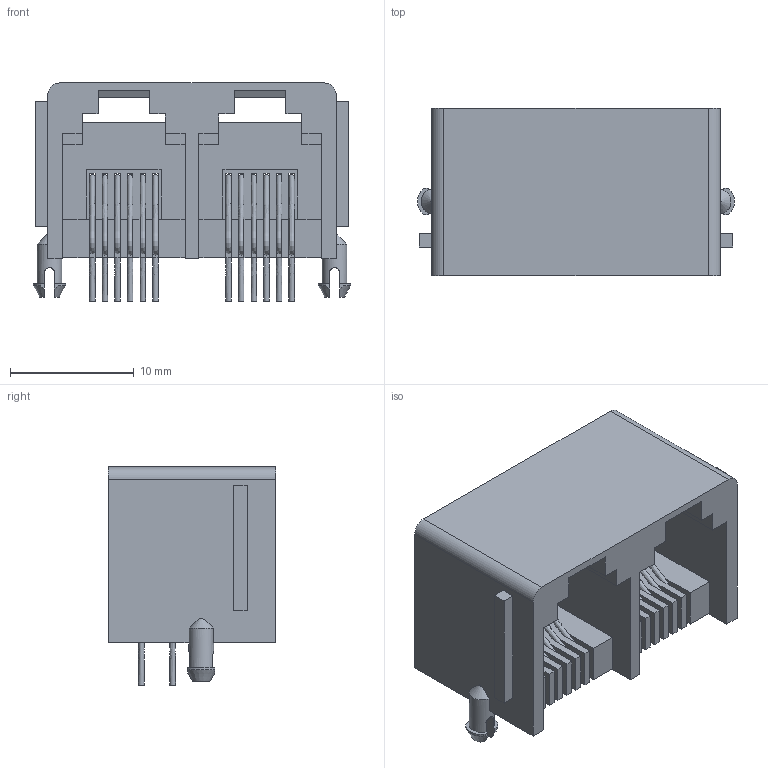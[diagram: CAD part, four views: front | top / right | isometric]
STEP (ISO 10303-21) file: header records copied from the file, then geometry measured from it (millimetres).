
FILE_DESCRIPTION(/* description */ ('Unknown'),/* implementation_level */ '2;1');
FILE_NAME(/* name */ 'J_Wurth_WR-MJ_615012143921',/* time_stamp */ '2025-07-01T16:55:26+08:00',/* author */ ('Unknown'),/* organization */ ('Unknown'),/* preprocessor_version */ 'ST-DEVELOPER v19.4',/* originating_system */ 'Solid Edge',/* authorisation */ 'Unknown');
FILE_SCHEMA (('AUTOMOTIVE_DESIGN {1 0 10303 214 3 1 1}'));
Length unit declared in the file: millimetre
Products named in the file (2): J_Wurth_WR-MJ_615012143921
Assembly tree (1 placements, depth 2):
  J_Wurth_WR-MJ_615012143921
    J_Wurth_WR-MJ_615012143921
Bounding box: 25.6 x 13.5 x 17.6 mm (x, y, z)
Volume: 1943.1 mm3; surface area: 4053.7 mm2
Topology: 13 solids, 13 shells, 316 faces, 952 edges, 626 vertices
Faces by surface type: plane 288, bspline 12, cylinder 10, cone 6
Full cylindrical faces by diameter (mm): 2 x2
Entity records: 24958 total; most frequent: CARTESIAN_POINT 16328, ORIENTED_EDGE 1872, DIRECTION 1574, EDGE_CURVE 936, LINE 862, VECTOR 862, VERTEX_POINT 624, AXIS2_PLACEMENT_3D 356
